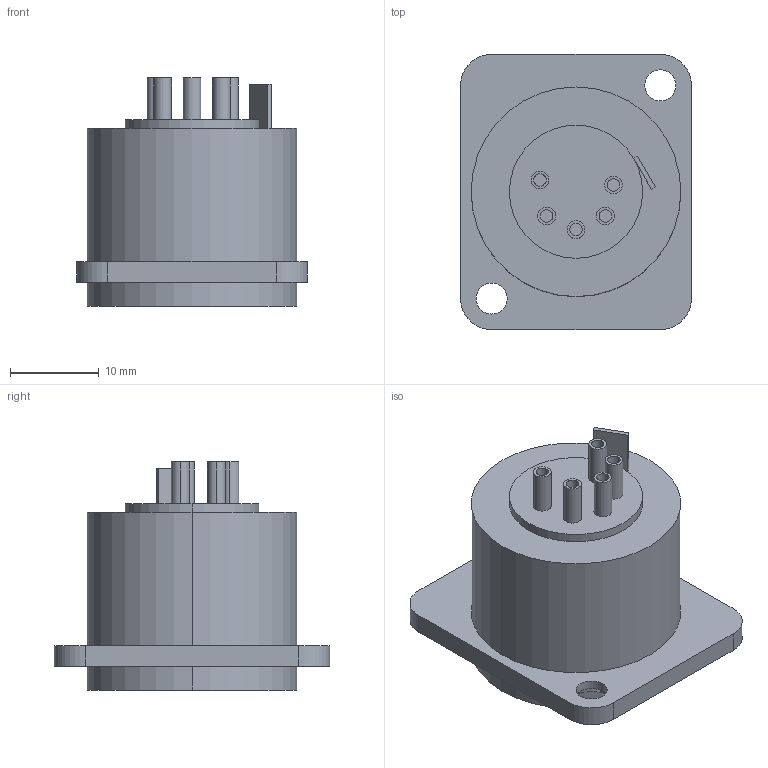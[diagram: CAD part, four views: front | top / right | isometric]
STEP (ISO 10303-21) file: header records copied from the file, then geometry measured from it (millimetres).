
FILE_DESCRIPTION((''),'2;1');
FILE_NAME('D-NC5MD-LX','2016-04-28T',('odo'),(''),'CREO PARAMETRIC BY PTC INC, 2015380','CREO PARAMETRIC BY PTC INC, 2015380','');
FILE_SCHEMA(('CONFIG_CONTROL_DESIGN'));
Length unit declared in the file: millimetre
Products named in the file (1): D-NC5MD-LX
Bounding box: 26 x 31 x 25.7 mm (x, y, z)
Volume: 6952.7 mm3; surface area: 4472.2 mm2
Topology: 1 solids, 1 shells, 80 faces, 173 edges, 113 vertices
Faces by surface type: cylinder 46, plane 30, cone 4
Entity records: 2250 total; most frequent: DIRECTION 428, CARTESIAN_POINT 363, ORIENTED_EDGE 342, AXIS2_PLACEMENT_3D 177, EDGE_CURVE 171, VERTEX_POINT 112, EDGE_LOOP 103, CIRCLE 97
